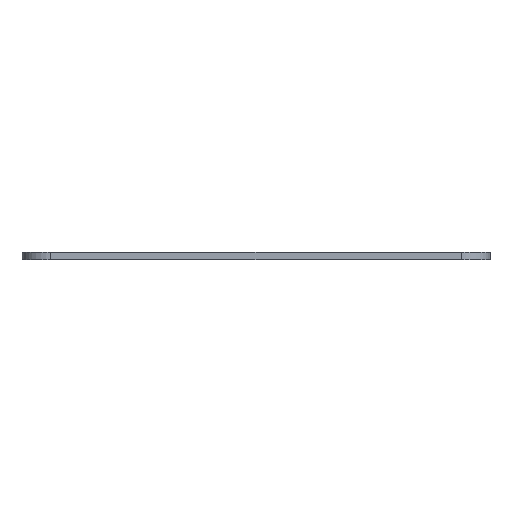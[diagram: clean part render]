
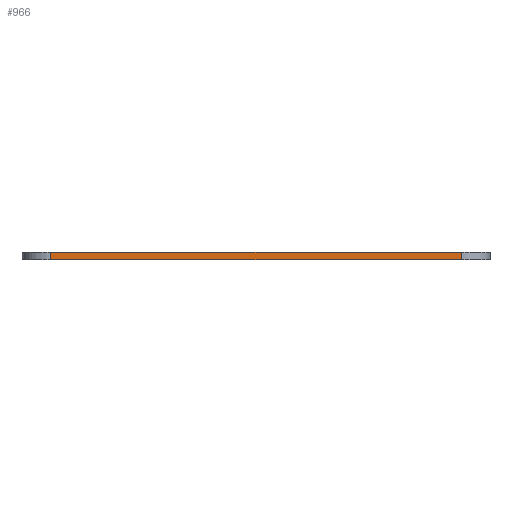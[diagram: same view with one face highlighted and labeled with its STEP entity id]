
A CAD part, left-side view. The second image highlights one B-rep face of the part: STEP entity #966.
In plain terms, the highlighted planar face has unit normal (-1, 0, 0).
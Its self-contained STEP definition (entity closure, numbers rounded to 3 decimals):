
#31=PLANE('',#1032);
#58=FACE_OUTER_BOUND('',#108,.T.);
#108=EDGE_LOOP('',(#657,#658,#659,#660));
#174=LINE('',#1430,#270);
#175=LINE('',#1433,#271);
#176=LINE('',#1435,#272);
#177=LINE('',#1436,#273);
#270=VECTOR('',#1136,10.);
#271=VECTOR('',#1139,10.);
#272=VECTOR('',#1140,10.);
#273=VECTOR('',#1141,10.);
#413=VERTEX_POINT('',#1423);
#416=VERTEX_POINT('',#1428);
#417=VERTEX_POINT('',#1432);
#418=VERTEX_POINT('',#1434);
#512=EDGE_CURVE('',#416,#413,#174,.T.);
#513=EDGE_CURVE('',#417,#416,#175,.T.);
#514=EDGE_CURVE('',#418,#417,#176,.T.);
#515=EDGE_CURVE('',#413,#418,#177,.T.);
#657=ORIENTED_EDGE('',*,*,#512,.F.);
#658=ORIENTED_EDGE('',*,*,#513,.F.);
#659=ORIENTED_EDGE('',*,*,#514,.F.);
#660=ORIENTED_EDGE('',*,*,#515,.F.);
#966=ADVANCED_FACE('',(#58),#31,.T.);
#1032=AXIS2_PLACEMENT_3D('',#1431,#1137,#1138);
#1136=DIRECTION('',(0.,0.,1.));
#1137=DIRECTION('center_axis',(-1.,0.,0.));
#1138=DIRECTION('ref_axis',(0.,-1.,0.));
#1139=DIRECTION('',(0.,1.,0.));
#1140=DIRECTION('',(0.,0.,-1.));
#1141=DIRECTION('',(0.,-1.,0.));
#1423=CARTESIAN_POINT('',(-17.994,20.384,1.5));
#1428=CARTESIAN_POINT('',(-17.994,20.384,0.));
#1430=CARTESIAN_POINT('',(-17.994,20.384,0.));
#1431=CARTESIAN_POINT('Origin',(-17.994,26.134,0.));
#1432=CARTESIAN_POINT('',(-17.994,-62.447,0.));
#1433=CARTESIAN_POINT('',(-17.994,-68.197,0.));
#1434=CARTESIAN_POINT('',(-17.994,-62.447,1.5));
#1435=CARTESIAN_POINT('',(-17.994,-62.447,0.));
#1436=CARTESIAN_POINT('',(-17.994,-68.197,1.5));
